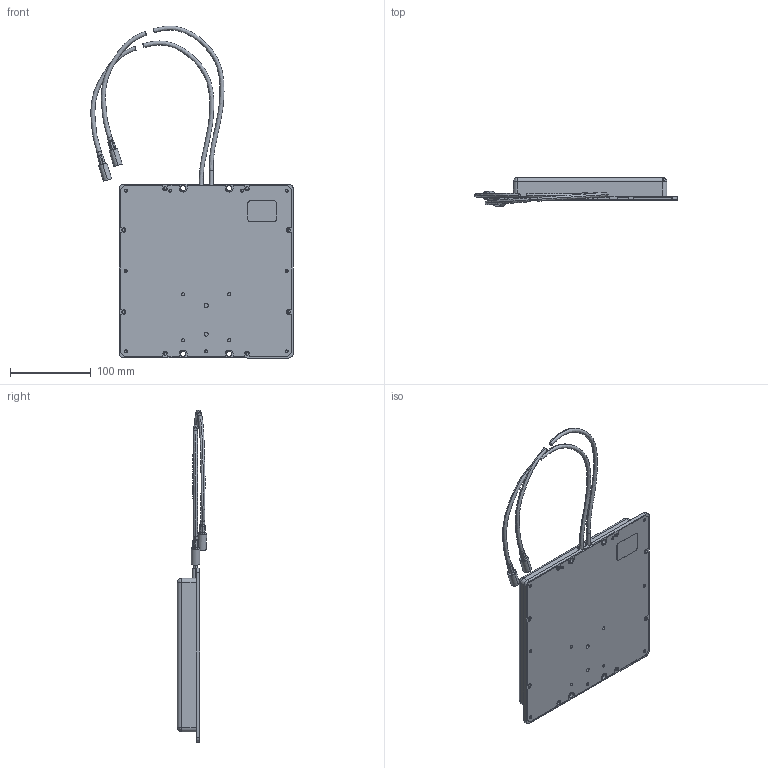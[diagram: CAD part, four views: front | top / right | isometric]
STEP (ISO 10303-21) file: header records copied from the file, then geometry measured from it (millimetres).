
FILE_DESCRIPTION (( 'STEP AP214' ), '1' );
FILE_NAME ('RE11DP.STEP', '2012-11-07T21:11:00', ( 'x' ), ( '' ), 'SwSTEP 2.0', 'SolidWorks 2012', '' );
FILE_SCHEMA (( 'AUTOMOTIVE_DESIGN' ));
Length unit declared in the file: inch
Products named in the file (7): 195_3foot cable_cut_WH-longer; CONNECTOR REP_Small; HEATSH-HEX_stepd_195White; 195_3foot cable_cut_WH; XF072-1001110; XF117-1041100; RE11DP
Assembly tree (8 placements, depth 2):
  RE11DP
    XF117-1041100
    XF072-1001110
    195_3foot cable_cut_WH
    HEATSH-HEX_stepd_195White  x2
    CONNECTOR REP_Small  x2
    195_3foot cable_cut_WH-longer
Bounding box: 251.19 x 36.33 x 412.06 mm (x, y, z)
Volume: 260359.8 mm3; surface area: 244921 mm2
Topology: 10 solids, 10 shells, 567 faces, 1381 edges, 875 vertices
Faces by surface type: plane 243, cylinder 240, torus 28, cone 26, sphere 17, bspline 13
Entity records: 24976 total; most frequent: CARTESIAN_POINT 5740, DIRECTION 2731, ORIENTED_EDGE 2498, EDGE_CURVE 1249, AXIS2_PLACEMENT_3D 1030, VERTEX_POINT 803, VECTOR 671, LINE 671
